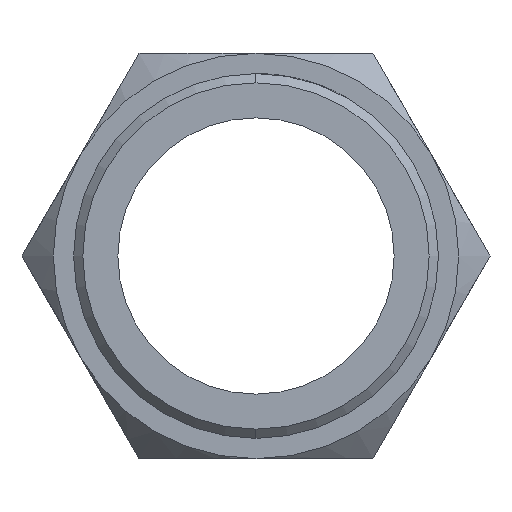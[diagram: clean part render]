
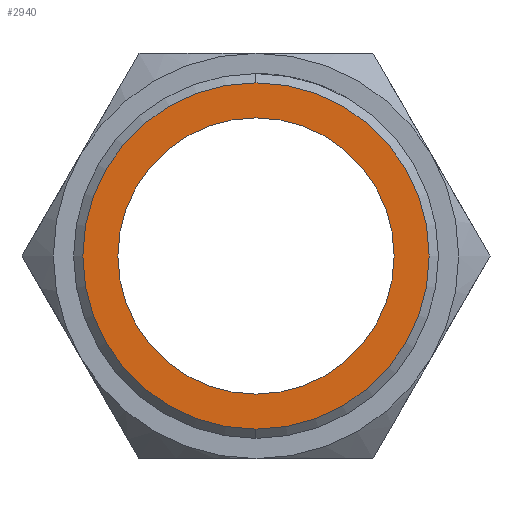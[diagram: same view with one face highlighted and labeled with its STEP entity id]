
A CAD part, left-side view. The second image highlights one B-rep face of the part: STEP entity #2940.
In plain terms, the highlighted planar face has unit normal (-1, 0, 0).
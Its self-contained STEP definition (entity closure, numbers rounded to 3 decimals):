
#20 = EDGE_LOOP ( 'NONE', ( #3790, #507 ) ) ;
#507 = ORIENTED_EDGE ( 'NONE', *, *, #3063, .T. ) ;
#881 = VERTEX_POINT ( 'NONE', #2308 ) ;
#1002 = DIRECTION ( 'NONE',  ( 0., 0., -1. ) ) ;
#1309 = EDGE_CURVE ( 'NONE', #881, #3523, #8371, .T. ) ;
#1930 = CIRCLE ( 'NONE', #3660, 7.5 ) ;
#1968 = VERTEX_POINT ( 'NONE', #6867 ) ;
#2007 = DIRECTION ( 'NONE',  ( -1., 0., 0. ) ) ;
#2129 = ORIENTED_EDGE ( 'NONE', *, *, #1309, .T. ) ;
#2308 = CARTESIAN_POINT ( 'NONE',  ( 0., 0., 9.4 ) ) ;
#2379 = CARTESIAN_POINT ( 'NONE',  ( 0., 0., 0. ) ) ;
#2940 = ADVANCED_FACE ( 'NONE', ( #7507, #6730 ), #3427, .F. ) ;
#2980 = CARTESIAN_POINT ( 'NONE',  ( 0., 0., 0. ) ) ;
#3063 = EDGE_CURVE ( 'NONE', #5832, #1968, #8492, .T. ) ;
#3427 = PLANE ( 'NONE',  #3851 ) ;
#3523 = VERTEX_POINT ( 'NONE', #3891 ) ;
#3660 = AXIS2_PLACEMENT_3D ( 'NONE', #2980, #5103, #1002 ) ;
#3790 = ORIENTED_EDGE ( 'NONE', *, *, #8519, .T. ) ;
#3851 = AXIS2_PLACEMENT_3D ( 'NONE', #5471, #6824, #4841 ) ;
#3891 = CARTESIAN_POINT ( 'NONE',  ( 0., 0., -9.4 ) ) ;
#4119 = ORIENTED_EDGE ( 'NONE', *, *, #8166, .T. ) ;
#4381 = CIRCLE ( 'NONE', #5821, 9.4 ) ;
#4450 = AXIS2_PLACEMENT_3D ( 'NONE', #2379, #5096, #7937 ) ;
#4575 = AXIS2_PLACEMENT_3D ( 'NONE', #7093, #6961, #5733 ) ;
#4841 = DIRECTION ( 'NONE',  ( 0., 0., -1. ) ) ;
#5096 = DIRECTION ( 'NONE',  ( -1., 0., 0. ) ) ;
#5103 = DIRECTION ( 'NONE',  ( 1., 0., 0. ) ) ;
#5300 = DIRECTION ( 'NONE',  ( 0., 0., -1. ) ) ;
#5471 = CARTESIAN_POINT ( 'NONE',  ( 0., 0., 0. ) ) ;
#5733 = DIRECTION ( 'NONE',  ( 0., 0., -1. ) ) ;
#5821 = AXIS2_PLACEMENT_3D ( 'NONE', #6220, #2007, #5300 ) ;
#5832 = VERTEX_POINT ( 'NONE', #7711 ) ;
#6220 = CARTESIAN_POINT ( 'NONE',  ( 0., 0., 0. ) ) ;
#6653 = EDGE_LOOP ( 'NONE', ( #4119, #2129 ) ) ;
#6730 = FACE_BOUND ( 'NONE', #20, .T. ) ;
#6824 = DIRECTION ( 'NONE',  ( 1., 0., 0. ) ) ;
#6867 = CARTESIAN_POINT ( 'NONE',  ( 0., 0., 7.5 ) ) ;
#6961 = DIRECTION ( 'NONE',  ( 1., 0., 0. ) ) ;
#7093 = CARTESIAN_POINT ( 'NONE',  ( 0., 0., 0. ) ) ;
#7507 = FACE_OUTER_BOUND ( 'NONE', #6653, .T. ) ;
#7711 = CARTESIAN_POINT ( 'NONE',  ( 0., 0., -7.5 ) ) ;
#7937 = DIRECTION ( 'NONE',  ( 0., 0., -1. ) ) ;
#8166 = EDGE_CURVE ( 'NONE', #3523, #881, #4381, .T. ) ;
#8371 = CIRCLE ( 'NONE', #4450, 9.4 ) ;
#8492 = CIRCLE ( 'NONE', #4575, 7.5 ) ;
#8519 = EDGE_CURVE ( 'NONE', #1968, #5832, #1930, .T. ) ;
